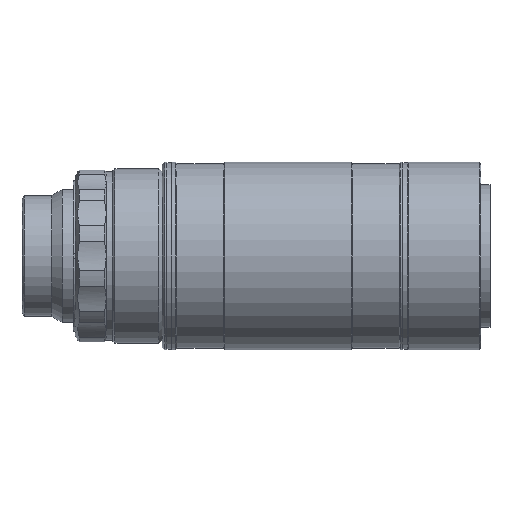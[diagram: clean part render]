
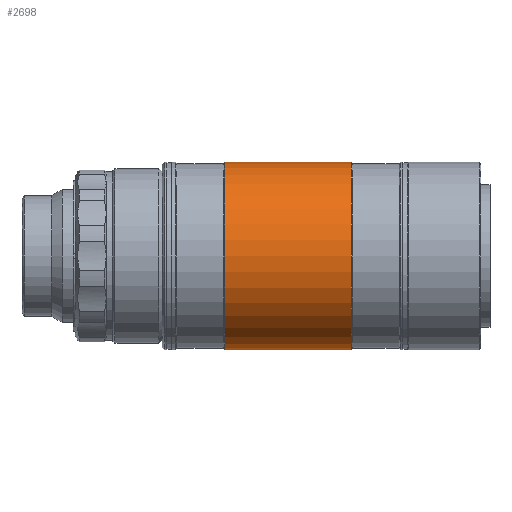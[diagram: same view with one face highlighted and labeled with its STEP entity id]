
A CAD part, front view. The second image highlights one B-rep face of the part: STEP entity #2698.
In plain terms, the highlighted cylindrical face has radius 38 mm (diameter 76 mm), a partial arc.
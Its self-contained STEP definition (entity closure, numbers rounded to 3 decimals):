
#31 = VERTEX_POINT ( 'NONE', #966 ) ;
#66 = EDGE_LOOP ( 'NONE', ( #2459, #3636, #2785, #4095 ) ) ;
#206 = VERTEX_POINT ( 'NONE', #3485 ) ;
#376 = AXIS2_PLACEMENT_3D ( 'NONE', #3447, #2724, #1339 ) ;
#456 = CIRCLE ( 'NONE', #2939, 38. ) ;
#487 = CYLINDRICAL_SURFACE ( 'NONE', #2203, 38. ) ;
#636 = CARTESIAN_POINT ( 'NONE',  ( -10.805, 0., -38. ) ) ;
#684 = DIRECTION ( 'NONE',  ( -1., 0., 0. ) ) ;
#705 = VECTOR ( 'NONE', #1168, 1000. ) ;
#966 = CARTESIAN_POINT ( 'NONE',  ( -115.305, 0., 38. ) ) ;
#1039 = CARTESIAN_POINT ( 'NONE',  ( -64.005, 0., 0. ) ) ;
#1168 = DIRECTION ( 'NONE',  ( -1., 0., 0. ) ) ;
#1292 = EDGE_CURVE ( 'NONE', #31, #1776, #4340, .T. ) ;
#1339 = DIRECTION ( 'NONE',  ( 0., 0., -1. ) ) ;
#1776 = VERTEX_POINT ( 'NONE', #3253 ) ;
#1880 = DIRECTION ( 'NONE',  ( -1., 0., 0. ) ) ;
#2050 = LINE ( 'NONE', #636, #3261 ) ;
#2203 = AXIS2_PLACEMENT_3D ( 'NONE', #3992, #1880, #2605 ) ;
#2327 = DIRECTION ( 'NONE',  ( 0., 0., 1. ) ) ;
#2459 = ORIENTED_EDGE ( 'NONE', *, *, #3383, .F. ) ;
#2555 = CARTESIAN_POINT ( 'NONE',  ( -10.805, 0., 38. ) ) ;
#2605 = DIRECTION ( 'NONE',  ( 0., 0., 1. ) ) ;
#2698 = ADVANCED_FACE ( 'NONE', ( #3690 ), #487, .T. ) ;
#2724 = DIRECTION ( 'NONE',  ( 1., 0., 0. ) ) ;
#2744 = EDGE_CURVE ( 'NONE', #3538, #206, #456, .T. ) ;
#2748 = DIRECTION ( 'NONE',  ( -1., 0., 0. ) ) ;
#2785 = ORIENTED_EDGE ( 'NONE', *, *, #3744, .T. ) ;
#2939 = AXIS2_PLACEMENT_3D ( 'NONE', #1039, #2748, #2327 ) ;
#3074 = CARTESIAN_POINT ( 'NONE',  ( -64.005, 0., -38. ) ) ;
#3253 = CARTESIAN_POINT ( 'NONE',  ( -115.305, 0., -38. ) ) ;
#3261 = VECTOR ( 'NONE', #684, 1000. ) ;
#3383 = EDGE_CURVE ( 'NONE', #3538, #1776, #2050, .T. ) ;
#3447 = CARTESIAN_POINT ( 'NONE',  ( -115.305, 0., 0. ) ) ;
#3485 = CARTESIAN_POINT ( 'NONE',  ( -64.005, 0., 38. ) ) ;
#3538 = VERTEX_POINT ( 'NONE', #3074 ) ;
#3636 = ORIENTED_EDGE ( 'NONE', *, *, #2744, .T. ) ;
#3690 = FACE_OUTER_BOUND ( 'NONE', #66, .T. ) ;
#3744 = EDGE_CURVE ( 'NONE', #206, #31, #3988, .T. ) ;
#3988 = LINE ( 'NONE', #2555, #705 ) ;
#3992 = CARTESIAN_POINT ( 'NONE',  ( -10.805, 0., 0. ) ) ;
#4095 = ORIENTED_EDGE ( 'NONE', *, *, #1292, .T. ) ;
#4340 = CIRCLE ( 'NONE', #376, 38. ) ;
